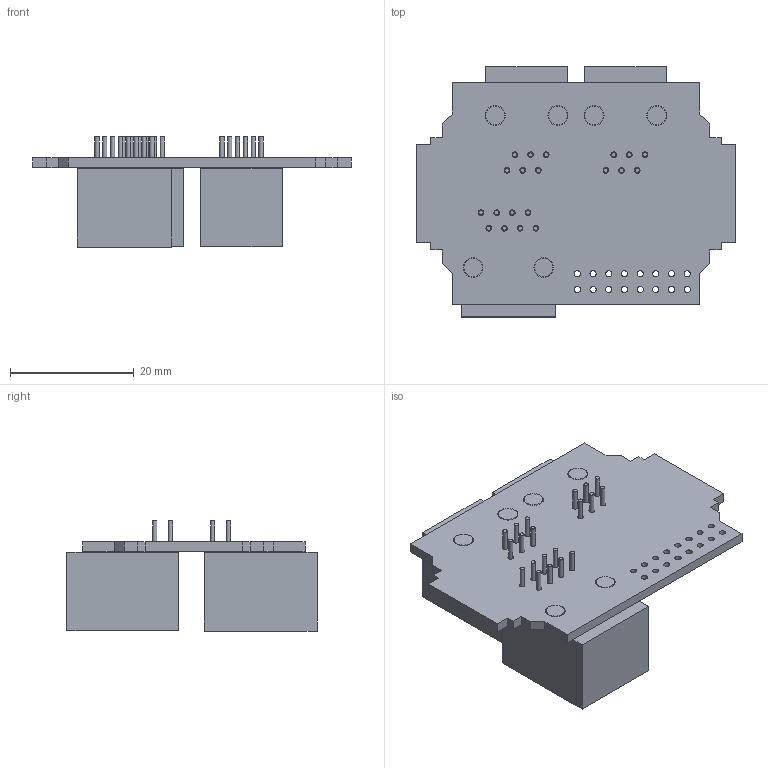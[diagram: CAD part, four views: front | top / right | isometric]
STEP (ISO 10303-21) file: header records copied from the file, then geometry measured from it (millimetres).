
FILE_DESCRIPTION(('KiCad electronic assembly'),'2;1');
FILE_NAME('IO-Base-Mouser.STEP','2023-01-12T14:50:41',('Pcbnew'),( 'Kicad'),'Open CASCADE STEP processor 7.6','KiCad to STEP converter' ,'Unknown');
FILE_SCHEMA(('AUTOMOTIVE_DESIGN { 1 0 10303 214 1 1 1 1 }'));
Length unit declared in the file: millimetre
Products named in the file (6): IO-Base-Mouser 1; SS-90000-001; COMPOUND; SS-90000-003; IO-Base-mouser PCB
Assembly tree (6 placements, depth 3):
  IO-Base-Mouser 1
    SS-90000-001
      COMPOUND
    SS-90000-003  x2
      COMPOUND
    IO-Base-mouser PCB
Bounding box: 51.6 x 40.49 x 17.83 mm (x, y, z)
Volume: 12269.5 mm3; surface area: 8098.5 mm2
Topology: 30 solids, 30 shells, 168 faces, 324 edges, 216 vertices
Faces by surface type: plane 100, cylinder 68
Full cylindrical faces by diameter (mm): 0.7 x20, 0.9 x20, 1 x16, 2.97 x2, 3.05 x4, 3.17 x2, 3.25 x4
Entity records: 7732 total; most frequent: DIRECTION 1274, CARTESIAN_POINT 1201, LINE 624, VECTOR 624, ORIENTED_EDGE 576, PCURVE 576, DEFINITIONAL_REPRESENTATION 576, EDGE_CURVE 288
